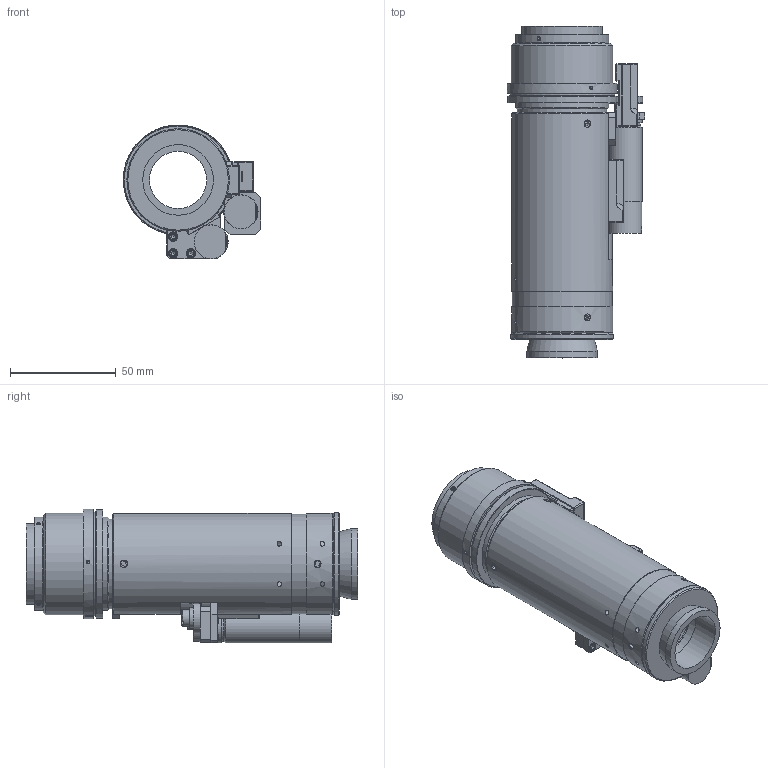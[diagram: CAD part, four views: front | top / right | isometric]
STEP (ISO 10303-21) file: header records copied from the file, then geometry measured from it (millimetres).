
FILE_DESCRIPTION((''),'2;1');
FILE_NAME('51194_0.stp','2009-01-09T14:48:12',('EVANS'),(''),'Autodesk Inventor 2009','Autodesk Inventor 2009','');
FILE_SCHEMA(('AUTOMOTIVE_DESIGN { 1 0 10303 214 1 1 1 1 }'));
Length unit declared in the file: inch
Products named in the file (52): Assembly10 (LevelofDetail1); 51194 (~1); 50144M; 50149; 50151; 50161; 50221; 5402; 7006; 7008; 50220; 50218-R; 7015; 62327; 62329; 62328; 7040; 7448; 7449; 7036; 51274; 62325; 51184; 7007; 51276 (~1); 51186; 50347 (~1); 50352; 7326; 60398; 60400; 60399-R; 7183; 7474; 51275; 50211; 50215-R; 51187; 62568; 60369 ...
Assembly tree (85 placements, depth 5):
  Assembly10 (LevelofDetail1)
    51194 (~1)
      50144M
        50149
        50151
        50161
        50221
        5402
        7006  x3
        7008
        50220
        50218-R
      7015  x2
      62327  x2
      62329
      62328
      7040  x2
      7448  x2
      7449  x4
      7036  x4
      51274
        62325  x2
        51184
        7007  x3
      51276 (~1)
        51186
        50347 (~1)
          50352
        7326  x6
        60398
        60400
        60399-R
        7183
        7474  x4
        7036  x3
        51275
          50211
          50215-R
          62325  x2
          51187
          7007  x3
      62568
        60369
        62326
          62326-1
          DN6848S  x2
          ECS-T1CY105R
          ECJ-2VF1H104Z
      62569_12X
        60369
        62326
          62326-1
          DN6848S  x2
          ECS-T1CY105R
          ECJ-2VF1H104Z
      61337-R
        61337-R-1
        61337-R-2
      62852-R
        62852-R-1
Bounding box: 64.95 x 156.59 x 63.16 mm (x, y, z)
Volume: 149051.2 mm3; surface area: 113693 mm2
Topology: 78 solids, 83 shells, 2414 faces, 6010 edges, 3931 vertices
Faces by surface type: plane 1538, bspline 442, cylinder 287, cone 123, sphere 22, torus 2
Full cylindrical faces by diameter (mm): 1.702 x10, 2.159 x8, 2.184 x36, 2.54 x1, 2.845 x14, 2.997 x4, 3.556 x8, 3.785 x1, 4.166 x7, 4.267 x6, 4.75 x2, 4.757 x3, 4.78 x2, 4.826 x1, 6.985 x2, 7.01 x1, 7.938 x1, 9.525 x3, 10.109 x2, 10.16 x3, 14.11 x1, 14.122 x1, 14.478 x2, 14.808 x2, 15.875 x1, 16.002 x2, 16.129 x4, 16.586 x1, 26.988 x1, 27.762 x1
Entity records: 43240 total; most frequent: CARTESIAN_POINT 14201, ORIENTED_EDGE 5508, DIRECTION 5033, EDGE_CURVE 2759, VERTEX_POINT 1957, EDGE_LOOP 1756, VECTOR 1725, LINE 1725
